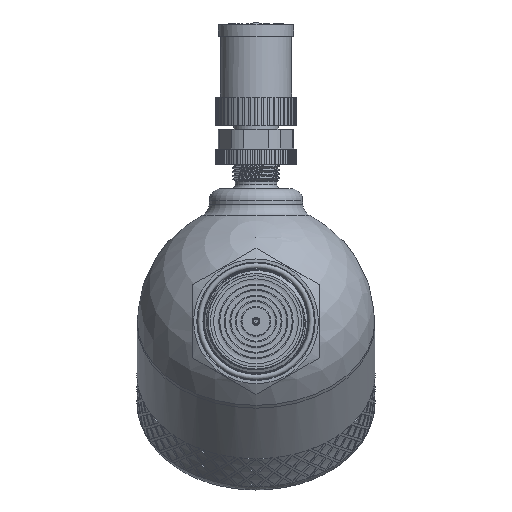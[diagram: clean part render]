
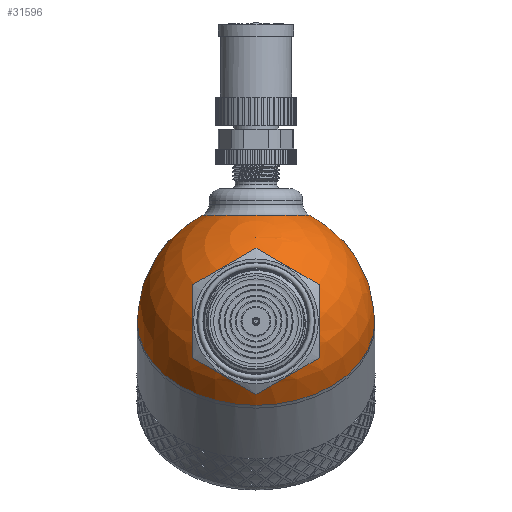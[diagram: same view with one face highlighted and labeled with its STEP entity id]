
A CAD part, left-side view. The second image highlights one B-rep face of the part: STEP entity #31596.
In plain terms, the highlighted spherical face has radius 30 mm.
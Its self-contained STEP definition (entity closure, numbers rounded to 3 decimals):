
#43=SPHERICAL_SURFACE('',#32961,30.);
#445=FACE_BOUND('',#10533,.T.);
#446=FACE_BOUND('',#10534,.T.);
#8392=FACE_OUTER_BOUND('',#10532,.T.);
#10532=EDGE_LOOP('',(#27299,#27300,#27301,#27302));
#10533=EDGE_LOOP('',(#27303));
#10534=EDGE_LOOP('',(#27304));
#11367=CIRCLE('',#32958,15.643);
#11370=CIRCLE('',#32962,30.);
#11371=CIRCLE('',#32963,30.);
#11372=CIRCLE('',#32964,30.);
#11373=CIRCLE('',#32965,13.5);
#14406=VERTEX_POINT('',#69092);
#14408=VERTEX_POINT('',#69098);
#14409=VERTEX_POINT('',#69099);
#14410=VERTEX_POINT('',#69101);
#14411=VERTEX_POINT('',#69104);
#18842=EDGE_CURVE('',#14406,#14406,#11367,.T.);
#18845=EDGE_CURVE('',#14408,#14409,#11370,.T.);
#18846=EDGE_CURVE('',#14408,#14410,#11371,.T.);
#18847=EDGE_CURVE('',#14409,#14408,#11372,.T.);
#18848=EDGE_CURVE('',#14411,#14411,#11373,.T.);
#27299=ORIENTED_EDGE('',*,*,#18845,.F.);
#27300=ORIENTED_EDGE('',*,*,#18846,.T.);
#27301=ORIENTED_EDGE('',*,*,#18846,.F.);
#27302=ORIENTED_EDGE('',*,*,#18847,.F.);
#27303=ORIENTED_EDGE('',*,*,#18842,.F.);
#27304=ORIENTED_EDGE('',*,*,#18848,.F.);
#31596=ADVANCED_FACE('',(#8392,#445,#446),#43,.T.);
#32958=AXIS2_PLACEMENT_3D('',#69093,#36359,#36360);
#32961=AXIS2_PLACEMENT_3D('',#69097,#36365,#36366);
#32962=AXIS2_PLACEMENT_3D('',#69100,#36367,#36368);
#32963=AXIS2_PLACEMENT_3D('',#69102,#36369,#36370);
#32964=AXIS2_PLACEMENT_3D('',#69103,#36371,#36372);
#32965=AXIS2_PLACEMENT_3D('',#69105,#36373,#36374);
#36359=DIRECTION('center_axis',(-0.707,0.,0.707));
#36360=DIRECTION('ref_axis',(0.707,0.,0.707));
#36365=DIRECTION('center_axis',(1.,0.,0.));
#36366=DIRECTION('ref_axis',(0.,-1.,0.));
#36367=DIRECTION('center_axis',(1.,0.,0.));
#36368=DIRECTION('ref_axis',(0.,1.,0.));
#36369=DIRECTION('center_axis',(0.,0.,1.));
#36370=DIRECTION('ref_axis',(0.,1.,0.));
#36371=DIRECTION('center_axis',(1.,0.,0.));
#36372=DIRECTION('ref_axis',(0.,1.,0.));
#36373=DIRECTION('center_axis',(-0.707,0.,-0.707));
#36374=DIRECTION('ref_axis',(-0.707,0.,0.707));
#69092=CARTESIAN_POINT('',(-29.162,0.,7.04));
#69093=CARTESIAN_POINT('Origin',(-18.101,0.,18.101));
#69097=CARTESIAN_POINT('Origin',(0.,0.,0.));
#69098=CARTESIAN_POINT('',(0.,30.,0.));
#69099=CARTESIAN_POINT('',(0.,-30.,0.));
#69100=CARTESIAN_POINT('Origin',(0.,0.,0.));
#69101=CARTESIAN_POINT('',(-30.,0.,0.));
#69102=CARTESIAN_POINT('Origin',(0.,0.,0.));
#69103=CARTESIAN_POINT('Origin',(0.,0.,0.));
#69104=CARTESIAN_POINT('',(-9.398,0.,-28.49));
#69105=CARTESIAN_POINT('Origin',(-18.944,0.,-18.944));
